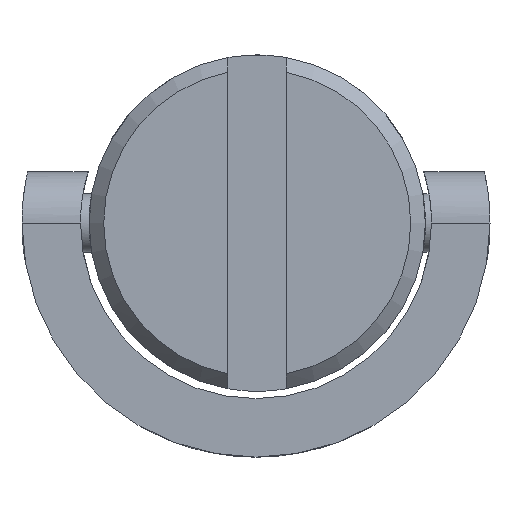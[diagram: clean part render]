
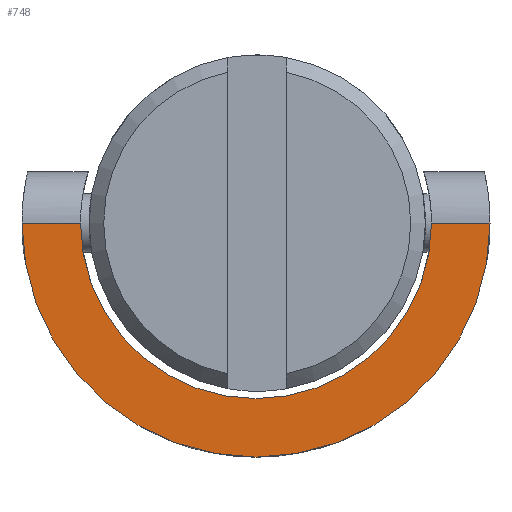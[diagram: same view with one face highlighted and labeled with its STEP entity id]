
A CAD part, front view. The second image highlights one B-rep face of the part: STEP entity #748.
In plain terms, the highlighted planar face has unit normal (0, -1, 0).
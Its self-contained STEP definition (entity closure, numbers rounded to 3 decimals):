
#36=PLANE('',#830);
#112=FACE_OUTER_BOUND('',#158,.T.);
#158=EDGE_LOOP('',(#546,#547,#548,#549));
#194=CIRCLE('',#823,6.);
#195=CIRCLE('',#825,8.);
#238=LINE('',#1699,#268);
#240=LINE('',#1742,#270);
#268=VECTOR('',#934,1000.);
#270=VECTOR('',#938,1000.);
#319=VERTEX_POINT('',#1659);
#321=VERTEX_POINT('',#1680);
#322=VERTEX_POINT('',#1701);
#325=VERTEX_POINT('',#1723);
#405=EDGE_CURVE('',#319,#321,#238,.T.);
#409=EDGE_CURVE('',#322,#325,#240,.T.);
#411=EDGE_CURVE('',#325,#319,#194,.T.);
#414=EDGE_CURVE('',#322,#321,#195,.T.);
#546=ORIENTED_EDGE('',*,*,#405,.T.);
#547=ORIENTED_EDGE('',*,*,#414,.F.);
#548=ORIENTED_EDGE('',*,*,#409,.T.);
#549=ORIENTED_EDGE('',*,*,#411,.T.);
#748=ADVANCED_FACE('',(#112),#36,.F.);
#823=AXIS2_PLACEMENT_3D('',#1745,#943,#944);
#825=AXIS2_PLACEMENT_3D('',#1817,#947,#948);
#830=AXIS2_PLACEMENT_3D('',#1824,#957,#958);
#934=DIRECTION('',(-1.,0.,0.));
#938=DIRECTION('',(-1.,0.,0.));
#943=DIRECTION('center_axis',(0.,1.,0.));
#944=DIRECTION('ref_axis',(0.,0.,1.));
#947=DIRECTION('center_axis',(0.,1.,0.));
#948=DIRECTION('ref_axis',(0.,0.,1.));
#957=DIRECTION('center_axis',(0.,1.,0.));
#958=DIRECTION('ref_axis',(0.,0.,1.));
#1659=CARTESIAN_POINT('',(-6.042,-0.25,0.));
#1680=CARTESIAN_POINT('',(-8.042,-0.25,0.));
#1699=CARTESIAN_POINT('',(9.958,-0.25,0.));
#1701=CARTESIAN_POINT('',(7.958,-0.25,0.));
#1723=CARTESIAN_POINT('',(5.958,-0.25,0.));
#1742=CARTESIAN_POINT('',(9.958,-0.25,0.));
#1745=CARTESIAN_POINT('Origin',(-0.042,-0.25,
0.));
#1817=CARTESIAN_POINT('Origin',(-0.042,-0.25,
0.));
#1824=CARTESIAN_POINT('Origin',(-0.042,-0.25,
0.));
